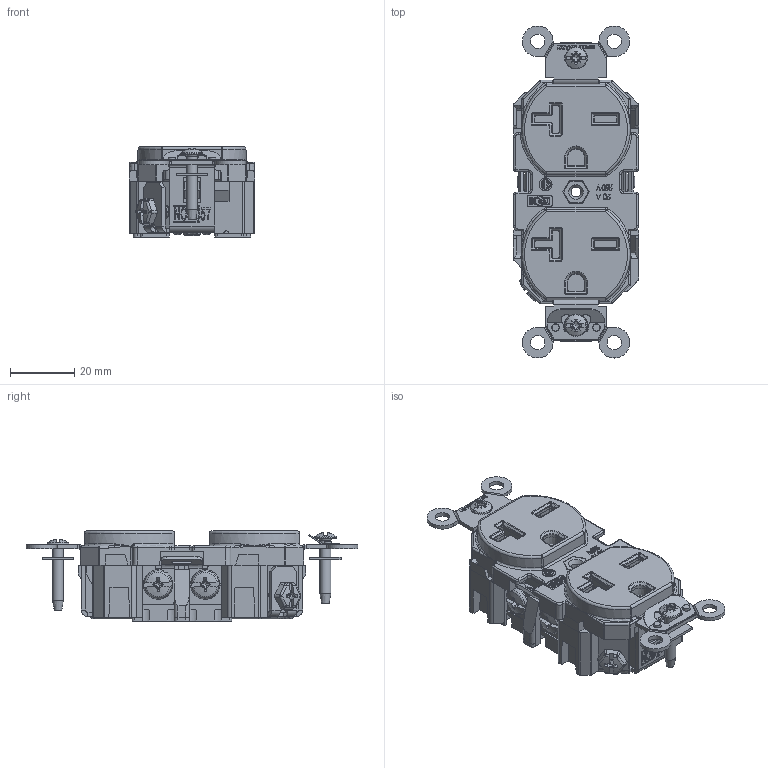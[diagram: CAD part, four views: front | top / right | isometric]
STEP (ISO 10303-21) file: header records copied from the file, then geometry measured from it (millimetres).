
FILE_DESCRIPTION (( 'STEP AP214' ), '1' );
FILE_NAME ('CATSTD-05462-00X-M01.STEP', '2020-09-25T15:55:06', ( '' ), ( '' ), 'SwSTEP 2.0', 'SolidWorks 2020', '' );
FILE_SCHEMA (( 'AUTOMOTIVE_DESIGN' ));
Length unit declared in the file: inch
Products named in the file (1): CATSTD-05462-00X-M01
Bounding box: 38.89 x 103.17 x 28.14 mm (x, y, z)
Volume: 48115.9 mm3; surface area: 36881.7 mm2
Topology: 10 solids, 11 shells, 4763 faces, 12377 edges, 7561 vertices
Faces by surface type: plane 2584, cylinder 1002, bspline 442, cone 399, torus 214, sphere 122
Full cylindrical faces by diameter (mm): 1.321 x2, 2.184 x4, 2.362 x2, 2.438 x2, 2.587 x1, 2.858 x2, 3.15 x1, 3.404 x2, 3.556 x2, 3.81 x1, 4.064 x1, 4.521 x4, 4.75 x1, 4.803 x5, 5.131 x1, 5.385 x1, 6.858 x2
Entity records: 220890 total; most frequent: CARTESIAN_POINT 48059, ORIENTED_EDGE 24438, DIRECTION 21723, EDGE_CURVE 12219, VECTOR 7551, LINE 7551, VERTEX_POINT 7518, AXIS2_PLACEMENT_3D 7086
